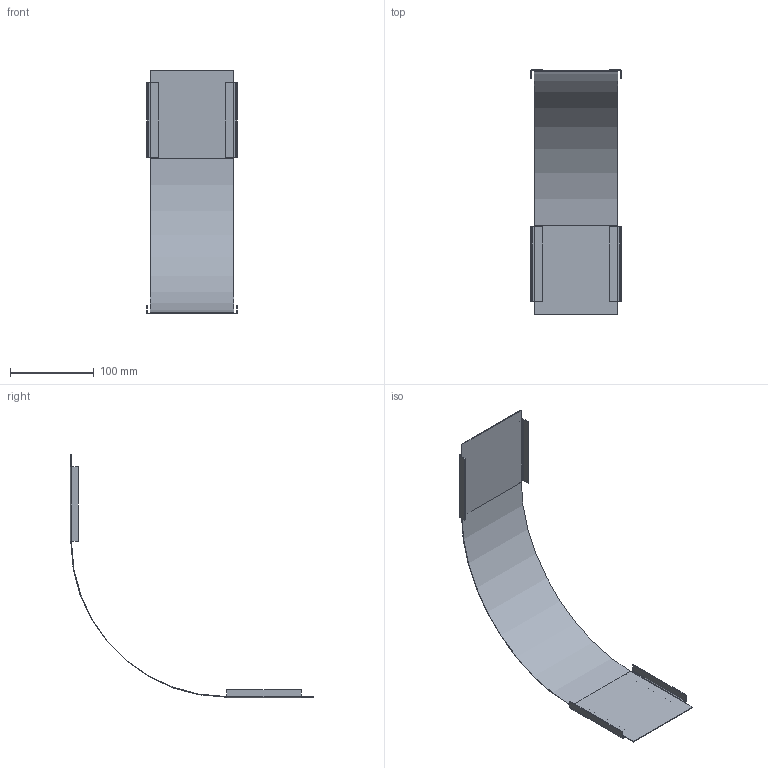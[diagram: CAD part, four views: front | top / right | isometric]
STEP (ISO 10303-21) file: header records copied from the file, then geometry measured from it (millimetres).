
FILE_DESCRIPTION(('OneSpaceDesigner STEP Export'),'2;1');
FILE_NAME('7130852.stp','2006-02-21T16:35:18',(''),(''),'OneSpace Designer STEP processor for AP214 (Solid Model)','OneSpace Designer 13.01 05-Feb-2005 (C) CoCreate Software GmbH','');
FILE_SCHEMA(('AUTOMOTIVE_DESIGN { 1 0 10303 214 1 1 1 1 }'));
Length unit declared in the file: millimetre
Products named in the file (6): Deckelblech; Winkel.1; Winkel.2; Winkel.3; Winkel.4; Deckel
Assembly tree (5 placements, depth 2):
  Deckel
    Winkel.4
    Winkel.3
    Winkel.2
    Winkel.1
    Deckelblech
Bounding box: 108 x 290.5 x 290.5 mm (x, y, z)
Volume: 45400.5 mm3; surface area: 117551.9 mm2
Topology: 5 solids, 5 shells, 50 faces, 120 edges, 80 vertices
Faces by surface type: plane 40, cylinder 10
Entity records: 1609 total; most frequent: CARTESIAN_POINT 256, DIRECTION 252, ORIENTED_EDGE 240, EDGE_CURVE 120, VECTOR 100, LINE 100, VERTEX_POINT 80, AXIS2_PLACEMENT_3D 76
